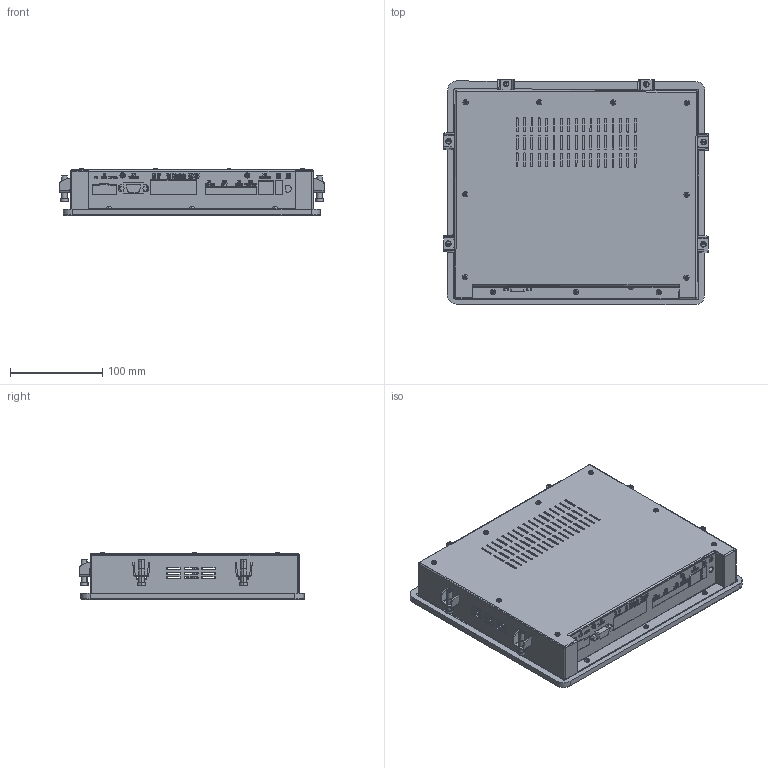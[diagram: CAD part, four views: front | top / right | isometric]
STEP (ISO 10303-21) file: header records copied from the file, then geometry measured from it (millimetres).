
FILE_DESCRIPTION (( 'STEP AP214' ), '1' );
FILE_NAME ('15-11-00-00.STEP', '2026-02-10T13:27:49', ( '' ), ( '' ), 'SwSTEP 2.0', 'SolidWorks 2025', '' );
FILE_SCHEMA (( 'AUTOMOTIVE_DESIGN' ));
Length unit declared in the file: millimetre
Products named in the file (2): 15-11-00-00; Default_defeature^15-11-00-00
Assembly tree (1 placements, depth 2):
  15-11-00-00
    Default_defeature^15-11-00-00
Bounding box: 287.12 x 244.45 x 51.35 mm (x, y, z)
Surface area: 546452 mm2 (no closed solid volume)
Topology: 0 solids, 149 shells, 6164 faces, 16974 edges, 11225 vertices
Faces by surface type: plane 4594, cylinder 972, cone 520, sphere 46, bspline 28, torus 4
Entity records: 266218 total; most frequent: CARTESIAN_POINT 40025, ORIENTED_EDGE 33119, DIRECTION 31238, EDGE_CURVE 16872, LINE 13410, VECTOR 13410, VERTEX_POINT 11225, AXIS2_PLACEMENT_3D 8914
